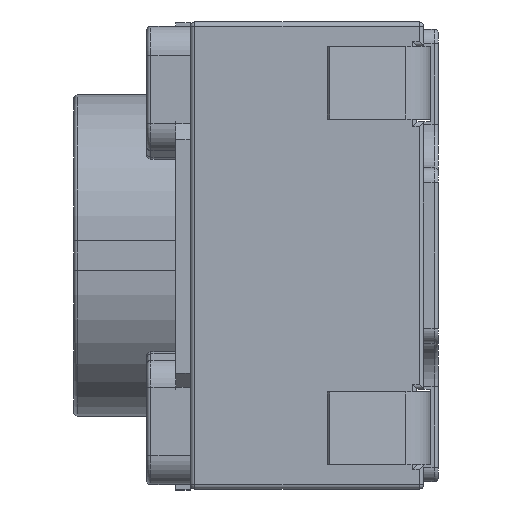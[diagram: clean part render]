
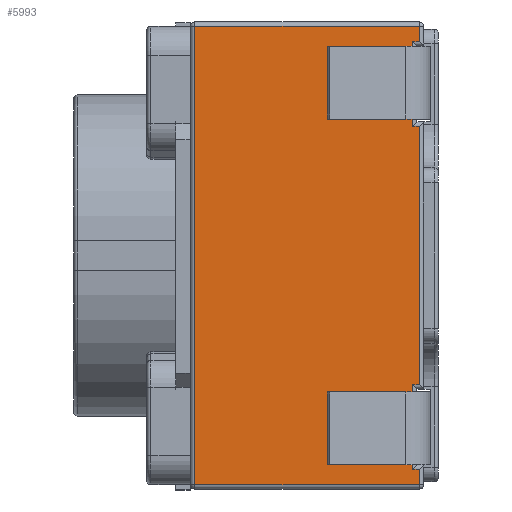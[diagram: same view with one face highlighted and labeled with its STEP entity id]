
A CAD part, left-side view. The second image highlights one B-rep face of the part: STEP entity #5993.
In plain terms, the highlighted planar face has unit normal (-1, 0, 0).
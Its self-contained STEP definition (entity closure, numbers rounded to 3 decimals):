
#15 = CARTESIAN_POINT ( 'NONE',  ( -2.1, 0.047, 0.885 ) ) ;
#107 = ORIENTED_EDGE ( 'NONE', *, *, #5054, .T. ) ;
#148 = CARTESIAN_POINT ( 'NONE',  ( -2.1, 0.077, -1.465 ) ) ;
#266 = EDGE_CURVE ( 'NONE', #3344, #6472, #8131, .T. ) ;
#280 = VERTEX_POINT ( 'NONE', #6439 ) ;
#396 = CARTESIAN_POINT ( 'NONE',  ( -2.1, 0.03, -0.885 ) ) ;
#553 = CARTESIAN_POINT ( 'NONE',  ( -2.1, 0.03, -1.6 ) ) ;
#628 = EDGE_CURVE ( 'NONE', #8813, #819, #5354, .T. ) ;
#791 = VERTEX_POINT ( 'NONE', #4658 ) ;
#819 = VERTEX_POINT ( 'NONE', #7090 ) ;
#830 = VERTEX_POINT ( 'NONE', #1824 ) ;
#1168 = EDGE_LOOP ( 'NONE', ( #2629, #2534, #3681, #3138, #1297, #6728, #1619, #8571, #2304, #5415, #107, #5190 ) ) ;
#1297 = ORIENTED_EDGE ( 'NONE', *, *, #2776, .T. ) ;
#1370 = DIRECTION ( 'NONE',  ( 0., -1., 0. ) ) ;
#1451 = DIRECTION ( 'NONE',  ( 0., 0., -1. ) ) ;
#1478 = LINE ( 'NONE', #15, #9129 ) ;
#1510 = PLANE ( 'NONE',  #6095 ) ;
#1619 = ORIENTED_EDGE ( 'NONE', *, *, #4263, .T. ) ;
#1669 = LINE ( 'NONE', #8550, #4636 ) ;
#1824 = CARTESIAN_POINT ( 'NONE',  ( -2.1, 0.077, 0.885 ) ) ;
#2015 = EDGE_CURVE ( 'NONE', #830, #4003, #1669, .T. ) ;
#2128 = VERTEX_POINT ( 'NONE', #396 ) ;
#2149 = LINE ( 'NONE', #5602, #9570 ) ;
#2277 = DIRECTION ( 'NONE',  ( 0., 0., 1. ) ) ;
#2304 = ORIENTED_EDGE ( 'NONE', *, *, #7379, .T. ) ;
#2307 = CARTESIAN_POINT ( 'NONE',  ( -2.1, 1.57, 1.57 ) ) ;
#2534 = ORIENTED_EDGE ( 'NONE', *, *, #2599, .T. ) ;
#2599 = EDGE_CURVE ( 'NONE', #2128, #280, #4443, .T. ) ;
#2629 = ORIENTED_EDGE ( 'NONE', *, *, #6391, .T. ) ;
#2716 = CARTESIAN_POINT ( 'NONE',  ( -2.1, 1.57, -1.6 ) ) ;
#2776 = EDGE_CURVE ( 'NONE', #4003, #8813, #8647, .T. ) ;
#2795 = LINE ( 'NONE', #6515, #7210 ) ;
#2810 = VECTOR ( 'NONE', #3421, 1000. ) ;
#3138 = ORIENTED_EDGE ( 'NONE', *, *, #2015, .T. ) ;
#3177 = CARTESIAN_POINT ( 'NONE',  ( -2.1, 0., 1.465 ) ) ;
#3222 = VECTOR ( 'NONE', #3386, 1000. ) ;
#3342 = CARTESIAN_POINT ( 'NONE',  ( -2.1, 0.03, 1.465 ) ) ;
#3344 = VERTEX_POINT ( 'NONE', #148 ) ;
#3386 = DIRECTION ( 'NONE',  ( 0., -1., 0. ) ) ;
#3421 = DIRECTION ( 'NONE',  ( 0., 0., -1. ) ) ;
#3681 = ORIENTED_EDGE ( 'NONE', *, *, #9262, .T. ) ;
#3715 = DIRECTION ( 'NONE',  ( 1., 0., 0. ) ) ;
#4003 = VERTEX_POINT ( 'NONE', #8979 ) ;
#4257 = LINE ( 'NONE', #8531, #3222 ) ;
#4263 = EDGE_CURVE ( 'NONE', #819, #4655, #2149, .T. ) ;
#4443 = LINE ( 'NONE', #6486, #5129 ) ;
#4593 = CARTESIAN_POINT ( 'NONE',  ( -2.1, 0.03, -1.6 ) ) ;
#4636 = VECTOR ( 'NONE', #9336, 1000. ) ;
#4655 = VERTEX_POINT ( 'NONE', #2307 ) ;
#4658 = CARTESIAN_POINT ( 'NONE',  ( -2.1, 0.03, -1.465 ) ) ;
#4799 = DIRECTION ( 'NONE',  ( 0., 0., 1. ) ) ;
#5054 = EDGE_CURVE ( 'NONE', #791, #3344, #7698, .T. ) ;
#5129 = VECTOR ( 'NONE', #2277, 1000. ) ;
#5190 = ORIENTED_EDGE ( 'NONE', *, *, #266, .T. ) ;
#5199 = VECTOR ( 'NONE', #4799, 1000. ) ;
#5297 = DIRECTION ( 'NONE',  ( 0., -1., 0. ) ) ;
#5354 = LINE ( 'NONE', #4593, #6640 ) ;
#5371 = EDGE_CURVE ( 'NONE', #4655, #8709, #8506, .T. ) ;
#5415 = ORIENTED_EDGE ( 'NONE', *, *, #8853, .T. ) ;
#5498 = CARTESIAN_POINT ( 'NONE',  ( -2.1, 1.57, -1.57 ) ) ;
#5602 = CARTESIAN_POINT ( 'NONE',  ( -2.1, 1.6, 1.57 ) ) ;
#5681 = FACE_OUTER_BOUND ( 'NONE', #1168, .T. ) ;
#5727 = DIRECTION ( 'NONE',  ( 0., 0., 1. ) ) ;
#5842 = VECTOR ( 'NONE', #5727, 1000. ) ;
#5993 = ADVANCED_FACE ( 'NONE', ( #5681 ), #1510, .F. ) ;
#6095 = AXIS2_PLACEMENT_3D ( 'NONE', #7355, #3715, #1451 ) ;
#6350 = DIRECTION ( 'NONE',  ( 0., 1., 0. ) ) ;
#6391 = EDGE_CURVE ( 'NONE', #6472, #2128, #2795, .T. ) ;
#6439 = CARTESIAN_POINT ( 'NONE',  ( -2.1, 0.03, 0.885 ) ) ;
#6472 = VERTEX_POINT ( 'NONE', #8926 ) ;
#6486 = CARTESIAN_POINT ( 'NONE',  ( -2.1, 0.03, -1.6 ) ) ;
#6512 = VECTOR ( 'NONE', #8048, 1000. ) ;
#6515 = CARTESIAN_POINT ( 'NONE',  ( -2.1, 1.6, -0.885 ) ) ;
#6640 = VECTOR ( 'NONE', #6808, 1000. ) ;
#6728 = ORIENTED_EDGE ( 'NONE', *, *, #628, .T. ) ;
#6808 = DIRECTION ( 'NONE',  ( 0., 0., 1. ) ) ;
#7090 = CARTESIAN_POINT ( 'NONE',  ( -2.1, 0.03, 1.57 ) ) ;
#7210 = VECTOR ( 'NONE', #1370, 1000. ) ;
#7301 = CARTESIAN_POINT ( 'NONE',  ( -2.1, 1.6, -1.465 ) ) ;
#7355 = CARTESIAN_POINT ( 'NONE',  ( -2.1, 1.6, -1.6 ) ) ;
#7379 = EDGE_CURVE ( 'NONE', #8709, #8842, #4257, .T. ) ;
#7698 = LINE ( 'NONE', #7301, #6512 ) ;
#8048 = DIRECTION ( 'NONE',  ( 0., 1., 0. ) ) ;
#8131 = LINE ( 'NONE', #9293, #5199 ) ;
#8145 = DIRECTION ( 'NONE',  ( 0., 1., 0. ) ) ;
#8422 = VECTOR ( 'NONE', #5297, 1000. ) ;
#8452 = CARTESIAN_POINT ( 'NONE',  ( -2.1, 0.03, -1.57 ) ) ;
#8506 = LINE ( 'NONE', #2716, #2810 ) ;
#8531 = CARTESIAN_POINT ( 'NONE',  ( -2.1, 1.6, -1.57 ) ) ;
#8550 = CARTESIAN_POINT ( 'NONE',  ( -2.1, 0.077, 1.435 ) ) ;
#8571 = ORIENTED_EDGE ( 'NONE', *, *, #5371, .T. ) ;
#8647 = LINE ( 'NONE', #3177, #8422 ) ;
#8709 = VERTEX_POINT ( 'NONE', #5498 ) ;
#8813 = VERTEX_POINT ( 'NONE', #3342 ) ;
#8842 = VERTEX_POINT ( 'NONE', #8452 ) ;
#8853 = EDGE_CURVE ( 'NONE', #8842, #791, #9256, .T. ) ;
#8926 = CARTESIAN_POINT ( 'NONE',  ( -2.1, 0.077, -0.885 ) ) ;
#8979 = CARTESIAN_POINT ( 'NONE',  ( -2.1, 0.077, 1.465 ) ) ;
#9129 = VECTOR ( 'NONE', #8145, 1000. ) ;
#9256 = LINE ( 'NONE', #553, #5842 ) ;
#9262 = EDGE_CURVE ( 'NONE', #280, #830, #1478, .T. ) ;
#9293 = CARTESIAN_POINT ( 'NONE',  ( -2.1, 0.077, -1.6 ) ) ;
#9336 = DIRECTION ( 'NONE',  ( 0., 0., 1. ) ) ;
#9570 = VECTOR ( 'NONE', #6350, 1000. ) ;
